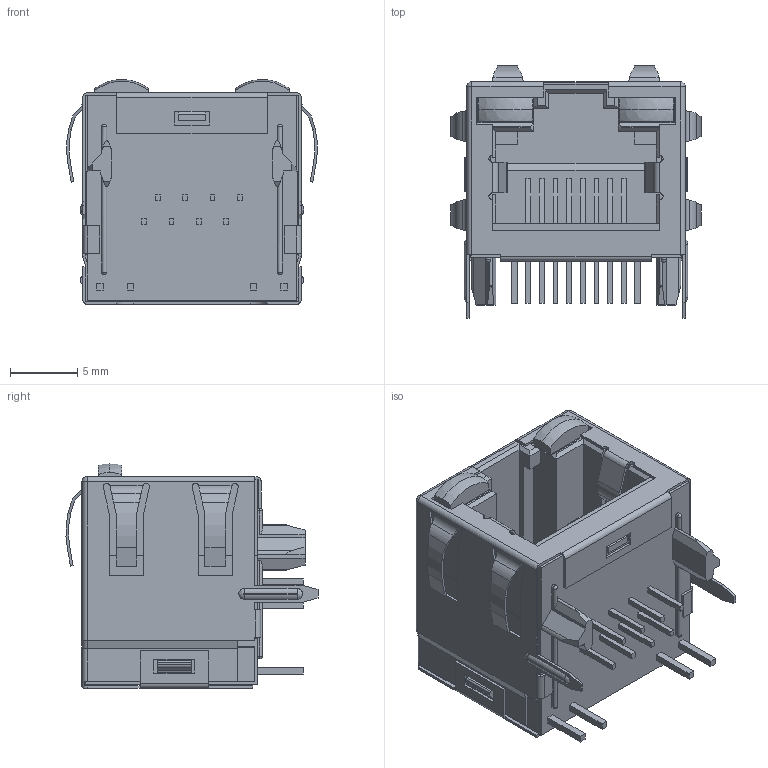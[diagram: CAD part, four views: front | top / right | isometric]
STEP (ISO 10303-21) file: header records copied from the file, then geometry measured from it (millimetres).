
FILE_DESCRIPTION((''),'2;1');
FILE_NAME('C-6116173-1','2019-03-01T04:37:20',('workeradm'),('TE Connectivity Ltd.'),'CREO PARAMETRIC BY PTC INC, 2018190','CREO PARAMETRIC BY PTC INC, 2018190','');
FILE_SCHEMA(('AUTOMOTIVE_DESIGN { 1 0 10303 214 1 1 1 1 }'));
Length unit declared in the file: millimetre
Products named in the file (1): C-6116173-1
Bounding box: 18.63 x 18.74 x 16.72 mm (x, y, z)
Volume: 2224.6 mm3; surface area: 3745.9 mm2
Topology: 1 solids, 1 shells, 571 faces, 1607 edges, 1037 vertices
Faces by surface type: plane 443, cylinder 114, sphere 10, bspline 4
Entity records: 18539 total; most frequent: CARTESIAN_POINT 3848, ORIENTED_EDGE 3198, DIRECTION 2812, EDGE_CURVE 1599, VECTOR 1272, LINE 1272, VERTEX_POINT 1037, AXIS2_PLACEMENT_3D 770
